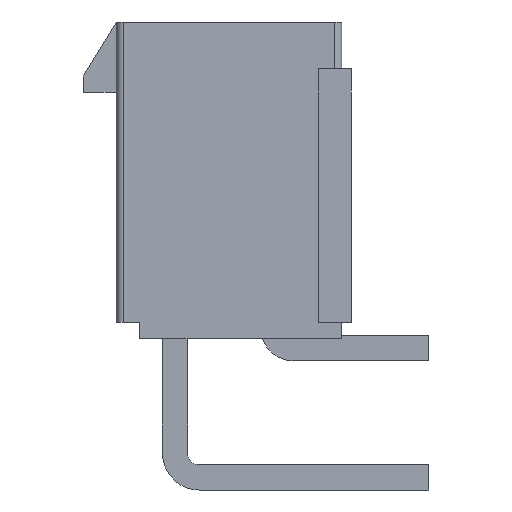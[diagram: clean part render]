
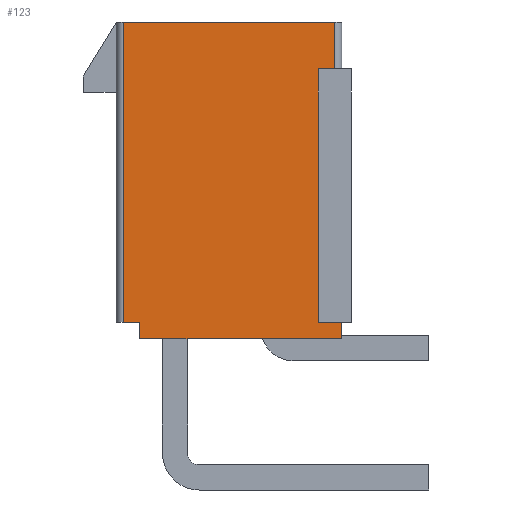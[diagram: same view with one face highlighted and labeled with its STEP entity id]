
A CAD part, left-side view. The second image highlights one B-rep face of the part: STEP entity #123.
In plain terms, the highlighted planar face has unit normal (-1, 0, 0).
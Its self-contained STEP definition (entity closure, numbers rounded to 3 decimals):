
#32 = VERTEX_POINT ( 'NONE', #1609 ) ;
#92 = VERTEX_POINT ( 'NONE', #1746 ) ;
#119 = LINE ( 'NONE', #1231, #3502 ) ;
#121 = CARTESIAN_POINT ( 'NONE',  ( -4.8, 9., -12.8 ) ) ;
#123 = ADVANCED_FACE ( 'NONE', ( #2159 ), #1717, .T. ) ;
#165 = EDGE_CURVE ( 'NONE', #571, #3246, #2646, .T. ) ;
#346 = VECTOR ( 'NONE', #3206, 1000. ) ;
#422 = VECTOR ( 'NONE', #836, 1000. ) ;
#571 = VERTEX_POINT ( 'NONE', #2876 ) ;
#636 = EDGE_CURVE ( 'NONE', #3447, #1033, #4020, .T. ) ;
#648 = VERTEX_POINT ( 'NONE', #1938 ) ;
#670 = LINE ( 'NONE', #1235, #4282 ) ;
#708 = LINE ( 'NONE', #4223, #346 ) ;
#833 = CARTESIAN_POINT ( 'NONE',  ( -4.8, 0.7, 0. ) ) ;
#836 = DIRECTION ( 'NONE',  ( 0., 1., 0. ) ) ;
#890 = ORIENTED_EDGE ( 'NONE', *, *, #636, .T. ) ;
#894 = DIRECTION ( 'NONE',  ( 0., 0., -1. ) ) ;
#959 = EDGE_CURVE ( 'NONE', #3447, #3195, #708, .T. ) ;
#992 = AXIS2_PLACEMENT_3D ( 'NONE', #3017, #1041, #1703 ) ;
#997 = LINE ( 'NONE', #1294, #2005 ) ;
#1033 = VERTEX_POINT ( 'NONE', #833 ) ;
#1041 = DIRECTION ( 'NONE',  ( -1., 0., 0. ) ) ;
#1072 = CARTESIAN_POINT ( 'NONE',  ( -4.8, 0.7, -2. ) ) ;
#1101 = EDGE_CURVE ( 'NONE', #648, #2920, #1510, .T. ) ;
#1231 = CARTESIAN_POINT ( 'NONE',  ( -4.8, 0.4, -12.8 ) ) ;
#1235 = CARTESIAN_POINT ( 'NONE',  ( -4.8, 0.7, 0. ) ) ;
#1294 = CARTESIAN_POINT ( 'NONE',  ( -4.8, 1.4, -2. ) ) ;
#1299 = CARTESIAN_POINT ( 'NONE',  ( -4.8, 9.7, -12.8 ) ) ;
#1328 = ORIENTED_EDGE ( 'NONE', *, *, #3002, .T. ) ;
#1432 = VECTOR ( 'NONE', #2034, 1000. ) ;
#1510 = LINE ( 'NONE', #3923, #3789 ) ;
#1609 = CARTESIAN_POINT ( 'NONE',  ( -4.8, 1.4, -12.8 ) ) ;
#1703 = DIRECTION ( 'NONE',  ( 0., 0., 1. ) ) ;
#1717 = PLANE ( 'NONE',  #992 ) ;
#1746 = CARTESIAN_POINT ( 'NONE',  ( -4.8, 9.7, 0. ) ) ;
#1758 = VERTEX_POINT ( 'NONE', #3866 ) ;
#1871 = CARTESIAN_POINT ( 'NONE',  ( -4.8, 9., -13.5 ) ) ;
#1876 = DIRECTION ( 'NONE',  ( 0., 0., 1. ) ) ;
#1886 = CARTESIAN_POINT ( 'NONE',  ( -4.8, 0.4, -12.8 ) ) ;
#1911 = VECTOR ( 'NONE', #1876, 1000. ) ;
#1913 = CARTESIAN_POINT ( 'NONE',  ( -4.8, 0.7, -2. ) ) ;
#1938 = CARTESIAN_POINT ( 'NONE',  ( -4.8, 0.4, -13.5 ) ) ;
#1944 = DIRECTION ( 'NONE',  ( 0., 1., 0. ) ) ;
#1949 = DIRECTION ( 'NONE',  ( 0., 0., -1. ) ) ;
#1978 = DIRECTION ( 'NONE',  ( 0., 0., 1. ) ) ;
#2005 = VECTOR ( 'NONE', #1949, 1000. ) ;
#2034 = DIRECTION ( 'NONE',  ( 0., 1., 0. ) ) ;
#2135 = ORIENTED_EDGE ( 'NONE', *, *, #959, .F. ) ;
#2159 = FACE_OUTER_BOUND ( 'NONE', #2357, .T. ) ;
#2270 = VECTOR ( 'NONE', #1978, 1000. ) ;
#2357 = EDGE_LOOP ( 'NONE', ( #2135, #890, #1328, #3656, #3641, #4219, #3060, #2598, #3853, #3785 ) ) ;
#2598 = ORIENTED_EDGE ( 'NONE', *, *, #3319, .F. ) ;
#2646 = LINE ( 'NONE', #3387, #1432 ) ;
#2724 = EDGE_CURVE ( 'NONE', #571, #2920, #3924, .T. ) ;
#2857 = EDGE_CURVE ( 'NONE', #1758, #32, #3317, .T. ) ;
#2876 = CARTESIAN_POINT ( 'NONE',  ( -4.8, 9., -12.8 ) ) ;
#2895 = LINE ( 'NONE', #3693, #2270 ) ;
#2920 = VERTEX_POINT ( 'NONE', #1871 ) ;
#3002 = EDGE_CURVE ( 'NONE', #1033, #92, #670, .T. ) ;
#3017 = CARTESIAN_POINT ( 'NONE',  ( -4.8, 0.4, 0. ) ) ;
#3060 = ORIENTED_EDGE ( 'NONE', *, *, #1101, .F. ) ;
#3195 = VERTEX_POINT ( 'NONE', #3686 ) ;
#3206 = DIRECTION ( 'NONE',  ( 0., 1., 0. ) ) ;
#3246 = VERTEX_POINT ( 'NONE', #1299 ) ;
#3317 = LINE ( 'NONE', #1886, #422 ) ;
#3319 = EDGE_CURVE ( 'NONE', #1758, #648, #119, .T. ) ;
#3387 = CARTESIAN_POINT ( 'NONE',  ( -4.8, 9., -12.8 ) ) ;
#3447 = VERTEX_POINT ( 'NONE', #1072 ) ;
#3502 = VECTOR ( 'NONE', #894, 1000. ) ;
#3641 = ORIENTED_EDGE ( 'NONE', *, *, #165, .F. ) ;
#3656 = ORIENTED_EDGE ( 'NONE', *, *, #3825, .F. ) ;
#3686 = CARTESIAN_POINT ( 'NONE',  ( -4.8, 1.4, -2. ) ) ;
#3693 = CARTESIAN_POINT ( 'NONE',  ( -4.8, 9.7, -12.8 ) ) ;
#3785 = ORIENTED_EDGE ( 'NONE', *, *, #3957, .F. ) ;
#3789 = VECTOR ( 'NONE', #3886, 1000. ) ;
#3825 = EDGE_CURVE ( 'NONE', #3246, #92, #2895, .T. ) ;
#3853 = ORIENTED_EDGE ( 'NONE', *, *, #2857, .T. ) ;
#3866 = CARTESIAN_POINT ( 'NONE',  ( -4.8, 0.4, -12.8 ) ) ;
#3886 = DIRECTION ( 'NONE',  ( 0., 1., 0. ) ) ;
#3923 = CARTESIAN_POINT ( 'NONE',  ( -4.8, 0.4, -13.5 ) ) ;
#3924 = LINE ( 'NONE', #121, #4129 ) ;
#3957 = EDGE_CURVE ( 'NONE', #3195, #32, #997, .T. ) ;
#4020 = LINE ( 'NONE', #1913, #1911 ) ;
#4120 = DIRECTION ( 'NONE',  ( 0., 0., -1. ) ) ;
#4129 = VECTOR ( 'NONE', #4120, 1000. ) ;
#4219 = ORIENTED_EDGE ( 'NONE', *, *, #2724, .T. ) ;
#4223 = CARTESIAN_POINT ( 'NONE',  ( -4.8, 0.7, -2. ) ) ;
#4282 = VECTOR ( 'NONE', #1944, 1000. ) ;
